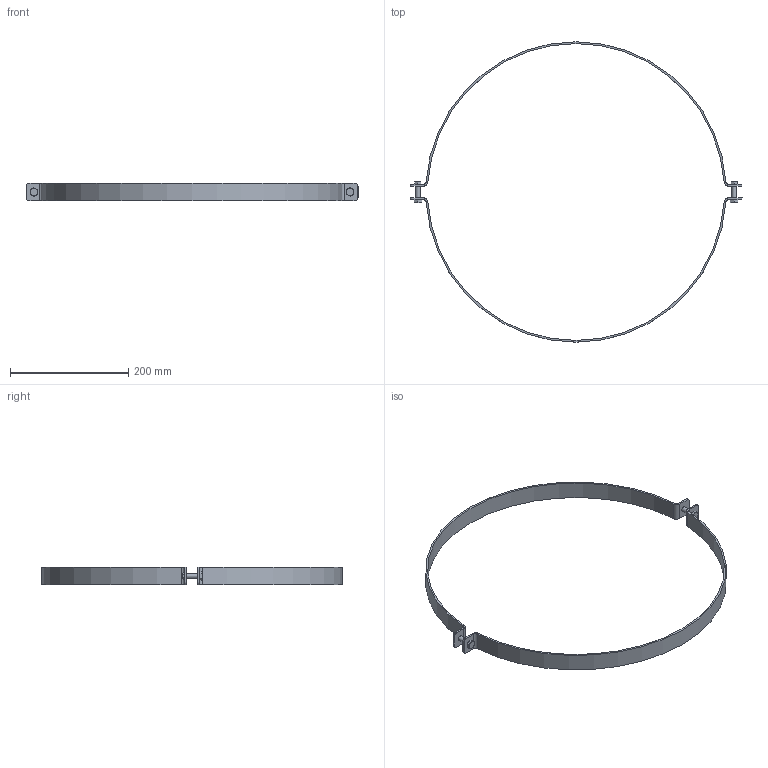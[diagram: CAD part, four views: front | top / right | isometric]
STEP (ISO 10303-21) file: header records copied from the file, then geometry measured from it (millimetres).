
FILE_DESCRIPTION((''),'2;1');
FILE_NAME('HMVH-07.stp','2015-01-23T10:39:43',(''),(''),'Autodesk Inventor 2013','Autodesk Inventor 2013','');
FILE_SCHEMA(('AUTOMOTIVE_DESIGN { 1 2 10303 214 0 1 1 1 }'));
Length unit declared in the file: millimetre
Products named in the file (4): HMVH-07; HMVH-AA-07; DIN 555 - replaced by DIN EN 24034 M6; DIN 961 - ersatt med DIN EN 28676 M8 x 30
Assembly tree (6 placements, depth 2):
  HMVH-07
    HMVH-AA-07  x2
    DIN 555 - replaced by DIN EN 24034 M6  x2
    DIN 961 - ersatt med DIN EN 28676 M8 x 30  x2
Bounding box: 562.6 x 509 x 30 mm (x, y, z)
Volume: 152689.1 mm3; surface area: 112107.3 mm2
Topology: 6 solids, 6 shells, 120 faces, 260 edges, 156 vertices
Faces by surface type: plane 68, cylinder 30, cone 22
Full cylindrical faces by diameter (mm): 4.917 x2, 8 x2, 8.5 x4, 11.6 x2
Entity records: 1714 total; most frequent: CARTESIAN_POINT 314, DIRECTION 276, ORIENTED_EDGE 238, EDGE_CURVE 119, AXIS2_PLACEMENT_3D 111, EDGE_LOOP 78, VERTEX_POINT 77, FACE_OUTER_BOUND 60
